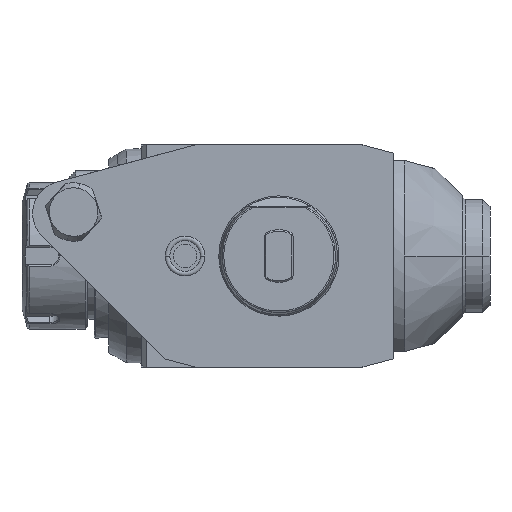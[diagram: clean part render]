
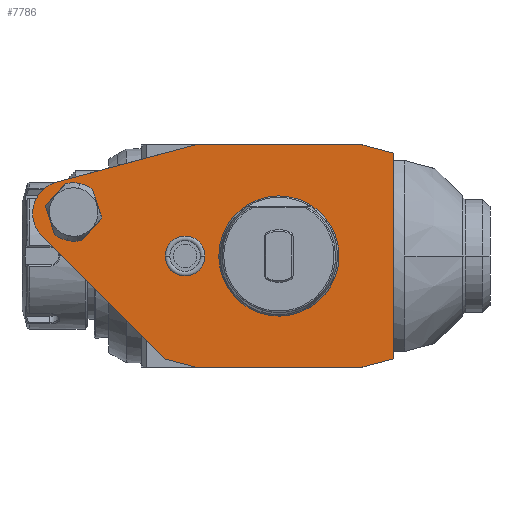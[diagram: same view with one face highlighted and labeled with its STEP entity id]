
A CAD part, front view. The second image highlights one B-rep face of the part: STEP entity #7786.
In plain terms, the highlighted planar face has unit normal (0, -1, 0).
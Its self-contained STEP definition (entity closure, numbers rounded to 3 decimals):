
#1=DIRECTION('',(-0.966,0.,-0.259));
#2=VECTOR('',#1,49.502);
#3=CARTESIAN_POINT('',(-28.,0.,38.));
#4=LINE('',#3,#2);
#5=DIRECTION('',(-1.,0.,0.));
#6=VECTOR('',#5,56.);
#7=CARTESIAN_POINT('',(28.,0.,38.));
#8=LINE('',#7,#6);
#9=DIRECTION('',(-0.966,0.,0.259));
#10=VECTOR('',#9,11.388);
#11=CARTESIAN_POINT('',(39.,0.,35.053));
#12=LINE('',#11,#10);
#13=DIRECTION('',(0.,0.,1.));
#14=VECTOR('',#13,70.105);
#15=CARTESIAN_POINT('',(39.,0.,-35.053));
#16=LINE('',#15,#14);
#17=DIRECTION('',(0.966,0.,0.259));
#18=VECTOR('',#17,11.388);
#19=CARTESIAN_POINT('',(28.,0.,-38.));
#20=LINE('',#19,#18);
#21=DIRECTION('',(1.,0.,0.));
#22=VECTOR('',#21,56.);
#23=CARTESIAN_POINT('',(-28.,0.,-38.));
#24=LINE('',#23,#22);
#25=DIRECTION('',(0.966,0.,-0.259));
#26=VECTOR('',#25,11.388);
#27=CARTESIAN_POINT('',(-39.,0.,-35.053));
#28=LINE('',#27,#26);
#29=DIRECTION('',(0.707,0.,-0.707));
#30=VECTOR('',#29,59.066);
#31=CARTESIAN_POINT('',(-80.766,0.,6.713));
#32=LINE('',#31,#30);
#33=CARTESIAN_POINT('',(-72.957,0.,
14.521));
#34=DIRECTION('',(0.,-1.,0.));
#35=DIRECTION('',(-0.259,0.,0.966));
#36=AXIS2_PLACEMENT_3D('',#33,#34,#35);
#38=CARTESIAN_POINT('',(-32.,0.,0.));
#39=DIRECTION('',(0.,1.,0.));
#40=DIRECTION('',(-1.,0.,0.));
#41=AXIS2_PLACEMENT_3D('',#38,#39,#40);
#43=CARTESIAN_POINT('',(-32.,0.,0.));
#44=DIRECTION('',(0.,1.,0.));
#45=DIRECTION('',(1.,0.,0.));
#46=AXIS2_PLACEMENT_3D('',#43,#44,#45);
#5307=CARTESIAN_POINT('',(-70.,0.,15.));
#5308=DIRECTION('',(0.,-1.,0.));
#5309=DIRECTION('',(0.647,0.,0.763));
#5310=AXIS2_PLACEMENT_3D('',#5307,#5308,#5309);
#5330=DIRECTION('',(0.307,0.,-0.952));
#5331=VECTOR('',#5330,10.175);
#5332=CARTESIAN_POINT('',(-63.531,0.,22.626));
#5333=LINE('',#5332,#5331);
#5334=DIRECTION('',(-0.67,0.,-0.742));
#5335=VECTOR('',#5334,10.175);
#5336=CARTESIAN_POINT('',(-60.403,0.,12.944));
#5337=LINE('',#5336,#5335);
#5342=CARTESIAN_POINT('',(-70.,0.,15.));
#5343=DIRECTION('',(0.,-1.,0.));
#5344=DIRECTION('',(-0.647,0.,-0.763));
#5345=AXIS2_PLACEMENT_3D('',#5342,#5343,#5344);
#5365=DIRECTION('',(-0.307,0.,0.952));
#5366=VECTOR('',#5365,10.175);
#5367=CARTESIAN_POINT('',(-76.469,0.,7.374));
#5368=LINE('',#5367,#5366);
#5369=DIRECTION('',(0.67,0.,0.742));
#5370=VECTOR('',#5369,10.175);
#5371=CARTESIAN_POINT('',(-79.597,0.,17.057));
#5372=LINE('',#5371,#5370);
#5563=CARTESIAN_POINT('',(0.,0.,0.));
#5564=DIRECTION('',(0.,1.,0.));
#5565=DIRECTION('',(1.,0.,0.));
#5566=AXIS2_PLACEMENT_3D('',#5563,#5564,#5565);
#5568=CARTESIAN_POINT('',(0.,0.,0.));
#5569=DIRECTION('',(0.,1.,0.));
#5570=DIRECTION('',(-1.,0.,0.));
#5571=AXIS2_PLACEMENT_3D('',#5568,#5569,#5570);
#7142=CARTESIAN_POINT('',(-38.8,0.,0.));
#7143=CARTESIAN_POINT('',(-25.2,0.,0.));
#7144=VERTEX_POINT('',#7142);
#7145=VERTEX_POINT('',#7143);
#7463=CARTESIAN_POINT('',(-28.,0.,-38.));
#7464=CARTESIAN_POINT('',(28.,0.,-38.));
#7465=VERTEX_POINT('',#7463);
#7466=VERTEX_POINT('',#7464);
#7467=CARTESIAN_POINT('',(39.,0.,-35.053));
#7468=VERTEX_POINT('',#7467);
#7469=CARTESIAN_POINT('',(39.,0.,35.053));
#7470=VERTEX_POINT('',#7469);
#7471=CARTESIAN_POINT('',(28.,0.,38.));
#7472=VERTEX_POINT('',#7471);
#7473=CARTESIAN_POINT('',(-28.,0.,38.));
#7474=VERTEX_POINT('',#7473);
#7493=CARTESIAN_POINT('',(-75.815,0.,25.188));
#7494=VERTEX_POINT('',#7493);
#7495=CARTESIAN_POINT('',(-80.766,0.,
6.713));
#7496=VERTEX_POINT('',#7495);
#7497=CARTESIAN_POINT('',(-39.,0.,-35.053));
#7498=VERTEX_POINT('',#7497);
#7543=CARTESIAN_POINT('',(19.853,0.,0.));
#7544=CARTESIAN_POINT('',(-19.853,0.,0.));
#7545=VERTEX_POINT('',#7543);
#7546=VERTEX_POINT('',#7544);
#7555=CARTESIAN_POINT('',(-63.531,0.,22.626));
#7556=CARTESIAN_POINT('',(-72.776,0.,24.607));
#7557=VERTEX_POINT('',#7555);
#7558=VERTEX_POINT('',#7556);
#7559=CARTESIAN_POINT('',(-76.469,0.,7.374));
#7560=CARTESIAN_POINT('',(-67.224,0.,5.393));
#7561=VERTEX_POINT('',#7559);
#7562=VERTEX_POINT('',#7560);
#7563=CARTESIAN_POINT('',(-79.597,0.,17.057));
#7564=VERTEX_POINT('',#7563);
#7565=CARTESIAN_POINT('',(-60.403,0.,12.944));
#7566=VERTEX_POINT('',#7565);
#7735=CARTESIAN_POINT('',(0.,0.,0.));
#7736=DIRECTION('',(0.,-1.,0.));
#7737=DIRECTION('',(-1.,0.,0.));
#7738=AXIS2_PLACEMENT_3D('',#7735,#7736,#7737);
#7739=PLANE('',#7738);
#7741=ORIENTED_EDGE('',*,*,#7740,.F.);
#7743=ORIENTED_EDGE('',*,*,#7742,.F.);
#7745=ORIENTED_EDGE('',*,*,#7744,.F.);
#7747=ORIENTED_EDGE('',*,*,#7746,.F.);
#7749=ORIENTED_EDGE('',*,*,#7748,.F.);
#7751=ORIENTED_EDGE('',*,*,#7750,.F.);
#7753=ORIENTED_EDGE('',*,*,#7752,.F.);
#7755=ORIENTED_EDGE('',*,*,#7754,.F.);
#7757=ORIENTED_EDGE('',*,*,#7756,.F.);
#7758=EDGE_LOOP('',(#7741,#7743,#7745,#7747,#7749,#7751,#7753,#7755,#7757));
#7759=FACE_OUTER_BOUND('',#7758,.F.);
#7761=ORIENTED_EDGE('',*,*,#7760,.T.);
#7763=ORIENTED_EDGE('',*,*,#7762,.F.);
#7765=ORIENTED_EDGE('',*,*,#7764,.F.);
#7767=ORIENTED_EDGE('',*,*,#7766,.T.);
#7769=ORIENTED_EDGE('',*,*,#7768,.F.);
#7771=ORIENTED_EDGE('',*,*,#7770,.F.);
#7772=EDGE_LOOP('',(#7761,#7763,#7765,#7767,#7769,#7771));
#7773=FACE_BOUND('',#7772,.F.);
#7775=ORIENTED_EDGE('',*,*,#7774,.F.);
#7777=ORIENTED_EDGE('',*,*,#7776,.F.);
#7778=EDGE_LOOP('',(#7775,#7777));
#7779=FACE_BOUND('',#7778,.F.);
#7781=ORIENTED_EDGE('',*,*,#7780,.F.);
#7783=ORIENTED_EDGE('',*,*,#7782,.F.);
#7784=EDGE_LOOP('',(#7781,#7783));
#7785=FACE_BOUND('',#7784,.F.);
#37=CIRCLE('',#36,11.043);
#42=CIRCLE('',#41,6.8);
#47=CIRCLE('',#46,6.8);
#5311=CIRCLE('',#5310,10.);
#5346=CIRCLE('',#5345,10.);
#5567=CIRCLE('',#5566,19.853);
#5572=CIRCLE('',#5571,19.853);
#7740=EDGE_CURVE('',#7474,#7494,#4,.T.);
#7742=EDGE_CURVE('',#7472,#7474,#8,.T.);
#7744=EDGE_CURVE('',#7470,#7472,#12,.T.);
#7746=EDGE_CURVE('',#7468,#7470,#16,.T.);
#7748=EDGE_CURVE('',#7466,#7468,#20,.T.);
#7750=EDGE_CURVE('',#7465,#7466,#24,.T.);
#7752=EDGE_CURVE('',#7498,#7465,#28,.T.);
#7754=EDGE_CURVE('',#7496,#7498,#32,.T.);
#7756=EDGE_CURVE('',#7494,#7496,#37,.T.);
#7760=EDGE_CURVE('',#7557,#7558,#5311,.T.);
#7762=EDGE_CURVE('',#7564,#7558,#5372,.T.);
#7764=EDGE_CURVE('',#7561,#7564,#5368,.T.);
#7766=EDGE_CURVE('',#7561,#7562,#5346,.T.);
#7768=EDGE_CURVE('',#7566,#7562,#5337,.T.);
#7770=EDGE_CURVE('',#7557,#7566,#5333,.T.);
#7774=EDGE_CURVE('',#7545,#7546,#5567,.T.);
#7776=EDGE_CURVE('',#7546,#7545,#5572,.T.);
#7780=EDGE_CURVE('',#7144,#7145,#42,.T.);
#7782=EDGE_CURVE('',#7145,#7144,#47,.T.);
#7786=ADVANCED_FACE('',(#7759,#7773,#7779,#7785),#7739,.T.);
